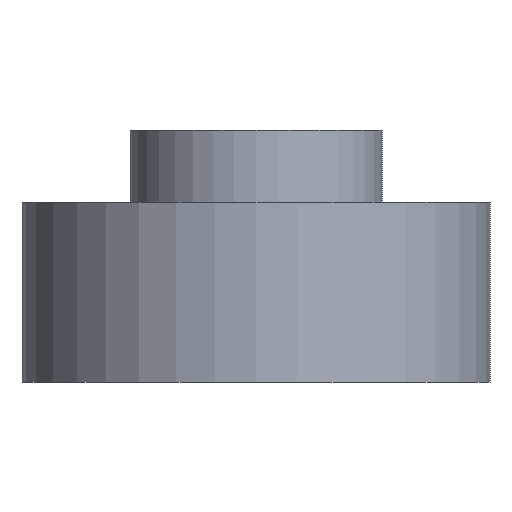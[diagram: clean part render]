
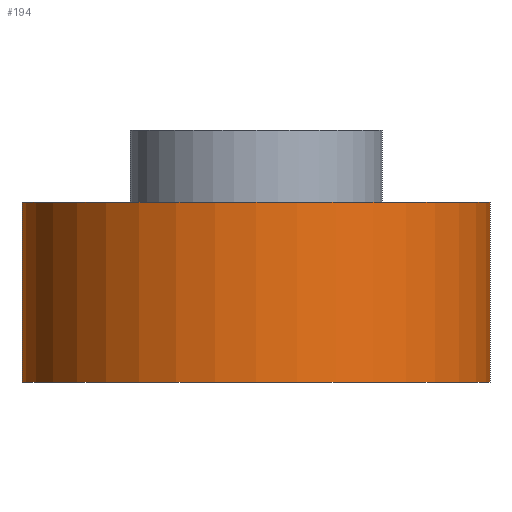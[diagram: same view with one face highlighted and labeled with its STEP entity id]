
A CAD part, front view. The second image highlights one B-rep face of the part: STEP entity #194.
In plain terms, the highlighted cylindrical face has radius 6.5 mm (diameter 13 mm), a partial arc.
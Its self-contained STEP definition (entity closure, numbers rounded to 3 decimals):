
#34=FACE_OUTER_BOUND('',#48,.T.);
#48=EDGE_LOOP('',(#157,#158,#159,#160));
#64=LINE('',#334,#76);
#65=LINE('',#340,#77);
#76=VECTOR('',#276,10.);
#77=VECTOR('',#283,10.);
#89=CIRCLE('',#229,6.5);
#90=CIRCLE('',#230,6.5);
#102=VERTEX_POINT('',#328);
#104=VERTEX_POINT('',#332);
#105=VERTEX_POINT('',#336);
#106=VERTEX_POINT('',#338);
#124=EDGE_CURVE('',#102,#104,#64,.T.);
#125=EDGE_CURVE('',#105,#102,#89,.T.);
#126=EDGE_CURVE('',#106,#104,#90,.T.);
#127=EDGE_CURVE('',#105,#106,#65,.T.);
#157=ORIENTED_EDGE('',*,*,#125,.T.);
#158=ORIENTED_EDGE('',*,*,#124,.T.);
#159=ORIENTED_EDGE('',*,*,#126,.F.);
#160=ORIENTED_EDGE('',*,*,#127,.F.);
#185=CYLINDRICAL_SURFACE('',#228,6.5);
#194=ADVANCED_FACE('',(#34),#185,.T.);
#228=AXIS2_PLACEMENT_3D('',#335,#277,#278);
#229=AXIS2_PLACEMENT_3D('',#337,#279,#280);
#230=AXIS2_PLACEMENT_3D('',#339,#281,#282);
#276=DIRECTION('',(0.,0.,1.));
#277=DIRECTION('center_axis',(0.,0.,1.));
#278=DIRECTION('ref_axis',(1.,0.,0.));
#279=DIRECTION('center_axis',(0.,0.,1.));
#280=DIRECTION('ref_axis',(1.,0.,0.));
#281=DIRECTION('center_axis',(0.,0.,1.));
#282=DIRECTION('ref_axis',(1.,0.,0.));
#283=DIRECTION('',(0.,0.,1.));
#328=CARTESIAN_POINT('',(6.5,0.,0.));
#332=CARTESIAN_POINT('',(6.5,0.,5.));
#334=CARTESIAN_POINT('',(6.5,0.,0.));
#335=CARTESIAN_POINT('Origin',(0.,0.,0.));
#336=CARTESIAN_POINT('',(-6.5,0.,0.));
#337=CARTESIAN_POINT('Origin',(0.,0.,0.));
#338=CARTESIAN_POINT('',(-6.5,0.,5.));
#339=CARTESIAN_POINT('Origin',(0.,0.,5.));
#340=CARTESIAN_POINT('',(-6.5,0.,0.));
